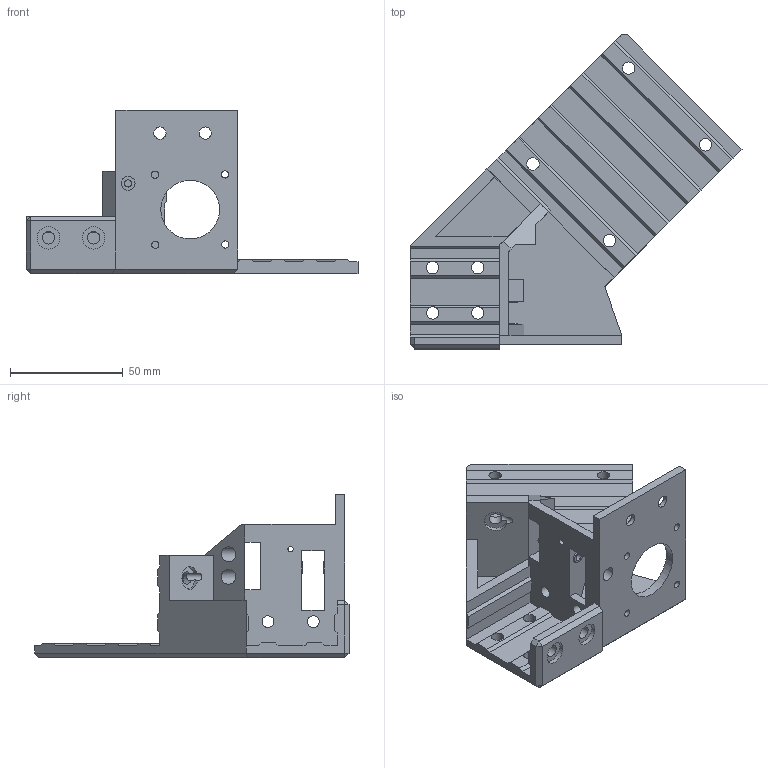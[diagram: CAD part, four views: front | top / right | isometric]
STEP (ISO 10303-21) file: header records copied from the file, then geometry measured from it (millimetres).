
FILE_DESCRIPTION(/* description */ (''),/* implementation_level */ '2;1');
FILE_NAME(/* name */ '1-Stepper_Mount_Left_V9 v7.step',/* time_stamp */ '2019-09-14T12:49:08-04:00',/* author */ (''),/* organization */ (''),/* preprocessor_version */ 'ST-DEVELOPER v18',/* originating_system */ 'Autodesk Translation Framework v8.6.0.1094',/* authorisation */ '');
FILE_SCHEMA (('AUTOMOTIVE_DESIGN { 1 0 10303 214 3 1 1 }'));
Length unit declared in the file: millimetre
Products named in the file (1): 1-Stepper_Mount_Left_V9
Bounding box: 146.96 x 139.04 x 72.24 mm (x, y, z)
Volume: 110248 mm3; surface area: 47875.6 mm2
Topology: 1 solids, 1 shells, 171 faces, 450 edges, 292 vertices
Faces by surface type: plane 125, cylinder 44, cone 2
Full cylindrical faces by diameter (mm): 2.35 x1, 3.2 x8, 5 x1, 5.2 x2, 5.4 x2, 5.5 x11, 6.1 x1, 6.5 x2, 10 x10, 10.5 x2, 26 x1
Entity records: 5418 total; most frequent: CARTESIAN_POINT 955, ORIENTED_EDGE 900, DIRECTION 893, EDGE_CURVE 450, LINE 345, VECTOR 345, VERTEX_POINT 292, AXIS2_PLACEMENT_3D 274
